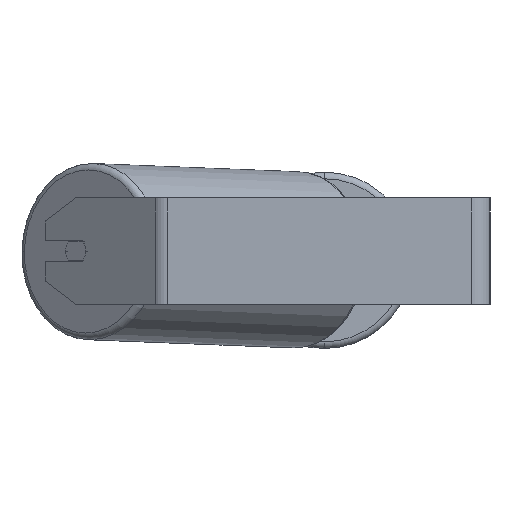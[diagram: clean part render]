
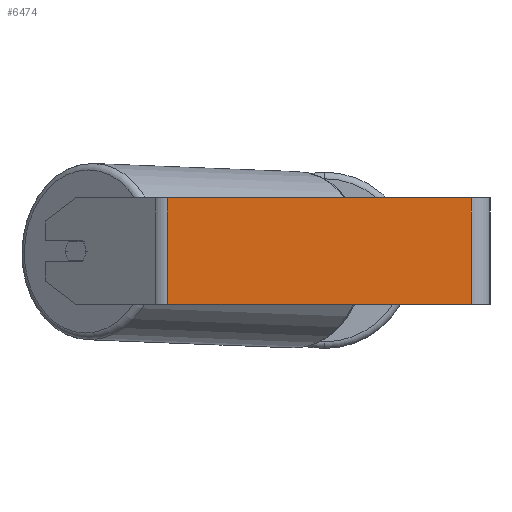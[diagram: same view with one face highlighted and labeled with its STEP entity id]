
A CAD part, left-side view. The second image highlights one B-rep face of the part: STEP entity #6474.
In plain terms, the highlighted planar face has unit normal (-1, 0, 0).
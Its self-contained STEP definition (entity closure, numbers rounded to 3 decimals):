
#314 = EDGE_CURVE ( 'NONE', #7918, #402, #7648, .T. ) ;
#322 = DIRECTION ( 'NONE',  ( 1., 0., 0. ) ) ;
#402 = VERTEX_POINT ( 'NONE', #6578 ) ;
#1078 = PLANE ( 'NONE',  #1368 ) ;
#1356 = VECTOR ( 'NONE', #3934, 1000. ) ;
#1368 = AXIS2_PLACEMENT_3D ( 'NONE', #7091, #322, #6387 ) ;
#1571 = VECTOR ( 'NONE', #4198, 1000. ) ;
#1634 = CARTESIAN_POINT ( 'NONE',  ( -430., 248.378, -40. ) ) ;
#1652 = FACE_OUTER_BOUND ( 'NONE', #7224, .T. ) ;
#1949 = ORIENTED_EDGE ( 'NONE', *, *, #3852, .F. ) ;
#2025 = VERTEX_POINT ( 'NONE', #3895 ) ;
#2205 = LINE ( 'NONE', #5569, #1571 ) ;
#2564 = LINE ( 'NONE', #3982, #1356 ) ;
#3189 = VERTEX_POINT ( 'NONE', #5236 ) ;
#3852 = EDGE_CURVE ( 'NONE', #2025, #402, #2205, .T. ) ;
#3895 = CARTESIAN_POINT ( 'NONE',  ( -430., 14., 40. ) ) ;
#3934 = DIRECTION ( 'NONE',  ( 0., 0., -1. ) ) ;
#3982 = CARTESIAN_POINT ( 'NONE',  ( -430., 243.282, 40. ) ) ;
#4152 = DIRECTION ( 'NONE',  ( 0., -1., 0. ) ) ;
#4198 = DIRECTION ( 'NONE',  ( 0., 0., -1. ) ) ;
#4835 = EDGE_CURVE ( 'NONE', #3189, #2025, #6753, .T. ) ;
#5236 = CARTESIAN_POINT ( 'NONE',  ( -430., 243.282, 40. ) ) ;
#5397 = CARTESIAN_POINT ( 'NONE',  ( -430., 248.378, 40. ) ) ;
#5485 = VECTOR ( 'NONE', #6319, 1000. ) ;
#5569 = CARTESIAN_POINT ( 'NONE',  ( -430., 14., 40. ) ) ;
#5752 = ORIENTED_EDGE ( 'NONE', *, *, #314, .T. ) ;
#5925 = EDGE_CURVE ( 'NONE', #3189, #7918, #2564, .T. ) ;
#6319 = DIRECTION ( 'NONE',  ( 0., -1., 0. ) ) ;
#6387 = DIRECTION ( 'NONE',  ( 0., 0., -1. ) ) ;
#6474 = ADVANCED_FACE ( 'NONE', ( #1652 ), #1078, .F. ) ;
#6578 = CARTESIAN_POINT ( 'NONE',  ( -430., 14., -40. ) ) ;
#6641 = ORIENTED_EDGE ( 'NONE', *, *, #4835, .F. ) ;
#6753 = LINE ( 'NONE', #5397, #8108 ) ;
#7091 = CARTESIAN_POINT ( 'NONE',  ( -430., 248.378, 40. ) ) ;
#7224 = EDGE_LOOP ( 'NONE', ( #5752, #1949, #6641, #8324 ) ) ;
#7648 = LINE ( 'NONE', #1634, #5485 ) ;
#7918 = VERTEX_POINT ( 'NONE', #8064 ) ;
#8064 = CARTESIAN_POINT ( 'NONE',  ( -430., 243.282, -40. ) ) ;
#8108 = VECTOR ( 'NONE', #4152, 1000. ) ;
#8324 = ORIENTED_EDGE ( 'NONE', *, *, #5925, .T. ) ;
